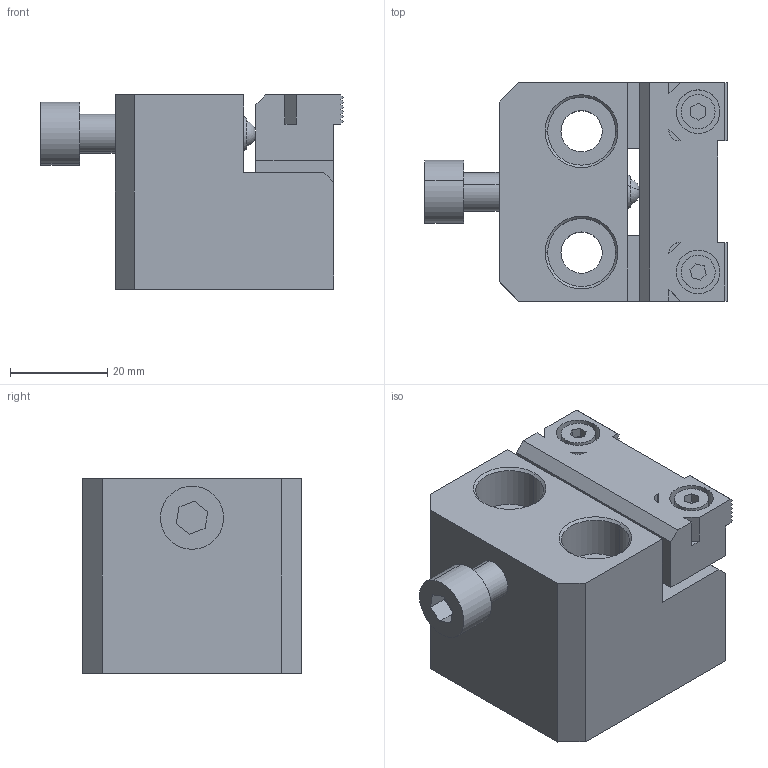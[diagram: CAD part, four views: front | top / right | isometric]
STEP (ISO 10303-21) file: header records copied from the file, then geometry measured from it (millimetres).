
FILE_DESCRIPTION (( 'STEP AP203' ), '1' );
FILE_NAME ('cp102-08040.STEP', '2021-10-25T23:49:28', ( '' ), ( '' ), 'SwSTEP 2.0', 'SolidWorks 2020', '' );
FILE_SCHEMA (( 'CONFIG_CONTROL_DESIGN' ));
Length unit declared in the file: millimetre
Products named in the file (3): cp102-08040; cp102-08040_01; cp102-08040_02
Assembly tree (2 placements, depth 2):
  cp102-08040
    cp102-08040_01
    cp102-08040_02
Bounding box: 62.3 x 45 x 40 mm (x, y, z)
Volume: 69150.9 mm3; surface area: 19648.5 mm2
Topology: 2 solids, 4 shells, 158 faces, 392 edges, 259 vertices
Faces by surface type: plane 106, cylinder 40, cone 10, sphere 2
Entity records: 5001 total; most frequent: CARTESIAN_POINT 814, DIRECTION 814, ORIENTED_EDGE 784, EDGE_CURVE 392, VECTOR 296, LINE 296, VERTEX_POINT 259, AXIS2_PLACEMENT_3D 259
